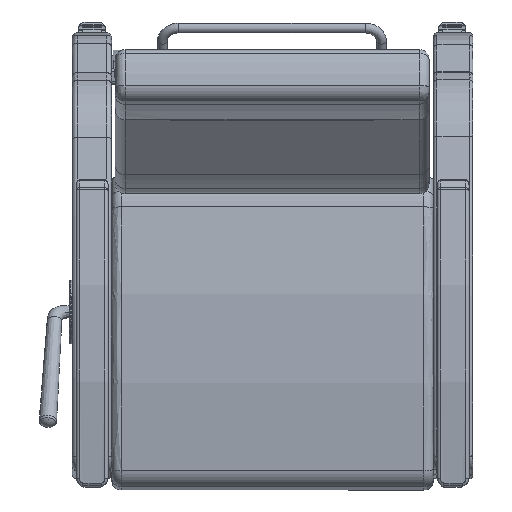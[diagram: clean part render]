
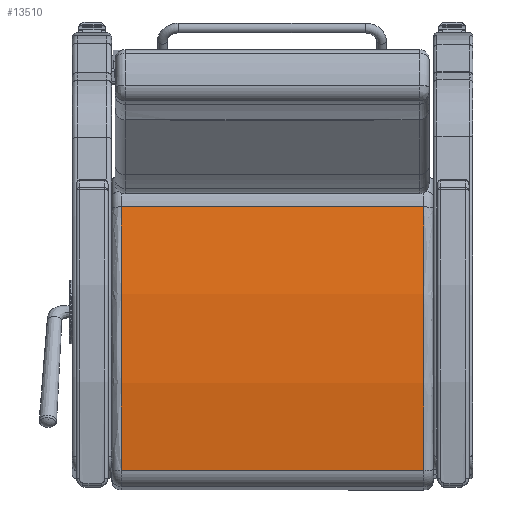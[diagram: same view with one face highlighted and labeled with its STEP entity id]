
A CAD part, front view. The second image highlights one B-rep face of the part: STEP entity #13510.
In plain terms, the highlighted free-form (B-spline) face has degree [1, 2] with [2, 3] control points.
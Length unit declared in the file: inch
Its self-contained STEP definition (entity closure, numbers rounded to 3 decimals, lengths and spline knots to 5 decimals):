
#41=(
BOUNDED_SURFACE()
B_SPLINE_SURFACE(1,2,((#22894,#22895,#22896),(#22897,#22898,#22899)),
 .UNSPECIFIED.,.F.,.F.,.F.)
B_SPLINE_SURFACE_WITH_KNOTS((2,2),(3,3),(-0.19254,0.19254),
(1.36178,1.69928),.UNSPECIFIED.)
GEOMETRIC_REPRESENTATION_ITEM()
RATIONAL_B_SPLINE_SURFACE(((1.,0.986,1.),(1.,0.986,
1.)))
REPRESENTATION_ITEM('')
SURFACE()
);
#1177=ELLIPSE('',#15011,60.05357,60.);
#1187=ELLIPSE('',#15039,60.05357,60.);
#1502=LINE('',#22892,#2319);
#1503=LINE('',#22901,#2320);
#2319=VECTOR('',#17491,0.3937);
#2320=VECTOR('',#17494,0.3937);
#3334=FACE_OUTER_BOUND('',#4285,.T.);
#4285=EDGE_LOOP('',(#9971,#9972,#9973,#9974));
#6218=VERTEX_POINT('',#22684);
#6219=VERTEX_POINT('',#22685);
#6244=VERTEX_POINT('',#22891);
#6245=VERTEX_POINT('',#22900);
#7596=EDGE_CURVE('',#6218,#6219,#1177,.T.);
#7634=EDGE_CURVE('',#6219,#6244,#1502,.T.);
#7636=EDGE_CURVE('',#6218,#6245,#1503,.T.);
#7637=EDGE_CURVE('',#6244,#6245,#1187,.T.);
#9971=ORIENTED_EDGE('',*,*,#7596,.F.);
#9972=ORIENTED_EDGE('',*,*,#7636,.T.);
#9973=ORIENTED_EDGE('',*,*,#7637,.F.);
#9974=ORIENTED_EDGE('',*,*,#7634,.F.);
#13510=ADVANCED_FACE('',(#3334),#41,.F.);
#15011=AXIS2_PLACEMENT_3D('',#22686,#17423,#17424);
#15039=AXIS2_PLACEMENT_3D('',#22902,#17495,#17496);
#17423=DIRECTION('center_axis',(0.,0.,-1.));
#17424=DIRECTION('ref_axis',(1.,0.,0.));
#17491=DIRECTION('',(0.,0.,1.));
#17494=DIRECTION('',(0.,0.,1.));
#17495=DIRECTION('center_axis',(0.,0.,1.));
#17496=DIRECTION('ref_axis',(1.,0.,0.));
#22684=CARTESIAN_POINT('',(-10.04459,1.25621,-11.5625));
#22685=CARTESIAN_POINT('',(10.1114,0.44486,-11.5625));
#22686=CARTESIAN_POINT('Origin',(-2.34979,-58.24922,-11.5625));
#22891=CARTESIAN_POINT('',(10.1114,0.44486,11.5625));
#22892=CARTESIAN_POINT('',(10.1114,0.44486,0.));
#22894=CARTESIAN_POINT('Ctrl Pts',(10.1114,0.44486,-11.5625));
#22895=CARTESIAN_POINT('Ctrl Pts',(0.10258,2.56602,-11.5625));
#22896=CARTESIAN_POINT('Ctrl Pts',(-10.04459,1.25621,-11.5625));
#22897=CARTESIAN_POINT('Ctrl Pts',(10.1114,0.44486,11.5625));
#22898=CARTESIAN_POINT('Ctrl Pts',(0.10258,2.56602,11.5625));
#22899=CARTESIAN_POINT('Ctrl Pts',(-10.04459,1.25621,11.5625));
#22900=CARTESIAN_POINT('',(-10.04459,1.25621,11.5625));
#22901=CARTESIAN_POINT('',(-10.04459,1.25621,0.));
#22902=CARTESIAN_POINT('Origin',(-2.34979,-58.24922,11.5625));
